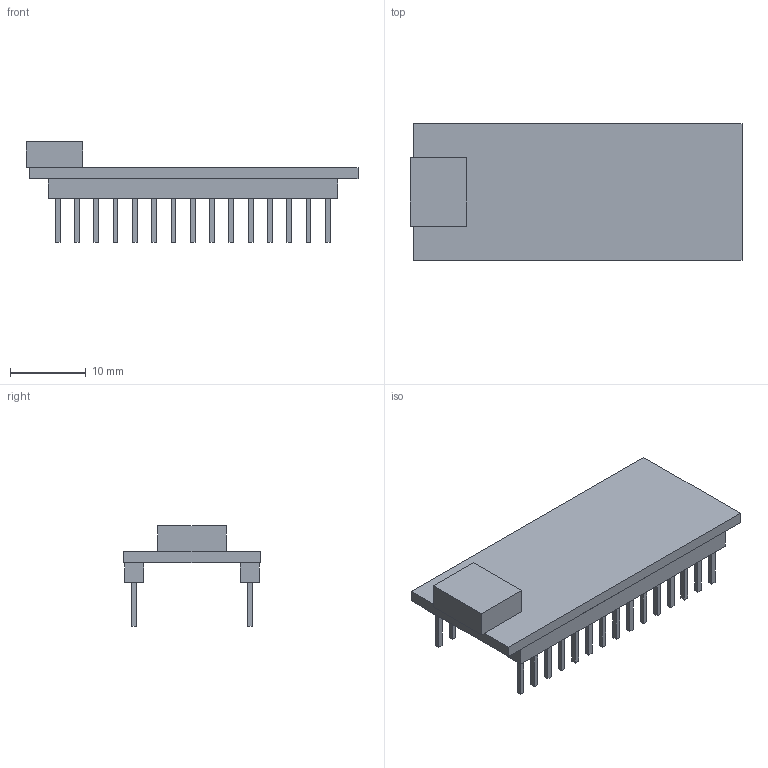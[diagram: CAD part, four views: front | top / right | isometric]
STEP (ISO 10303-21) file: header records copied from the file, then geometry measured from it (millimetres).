
FILE_DESCRIPTION(('FreeCAD Model'),'2;1');
FILE_NAME('Open CASCADE Shape Model','2024-01-31T11:39:28',(''),(''), 'Open CASCADE STEP processor 7.6','FreeCAD','Unknown');
FILE_SCHEMA(('AUTOMOTIVE_DESIGN { 1 0 10303 214 1 1 1 1 }'));
Length unit declared in the file: millimetre
Products named in the file (1): Body
Bounding box: 43.7 x 18 x 13.24 mm (x, y, z)
Volume: 1948.8 mm3; surface area: 2711 mm2
Topology: 1 solids, 1 shells, 172 faces, 412 edges, 274 vertices
Faces by surface type: plane 172
Entity records: 4902 total; most frequent: CARTESIAN_POINT 859, ORIENTED_EDGE 824, DIRECTION 758, EDGE_CURVE 412, LINE 412, VECTOR 412, VERTEX_POINT 274, FACE_BOUND 204
